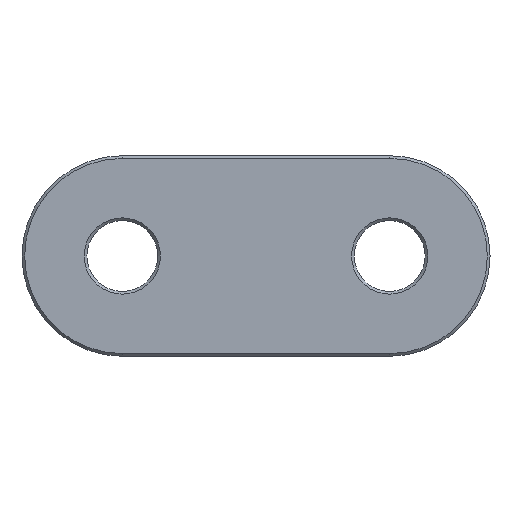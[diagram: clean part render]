
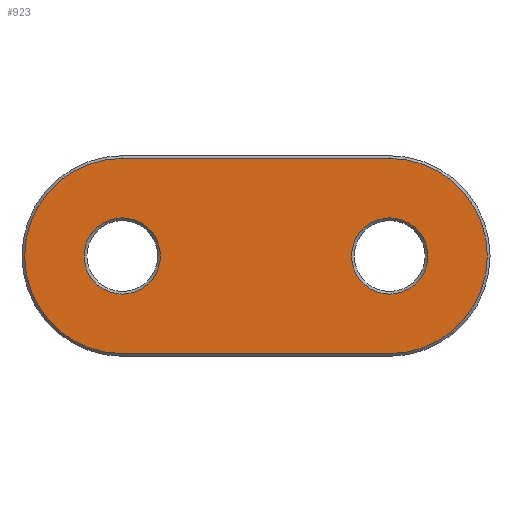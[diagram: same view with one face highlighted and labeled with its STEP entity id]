
A CAD part, front view. The second image highlights one B-rep face of the part: STEP entity #923.
In plain terms, the highlighted planar face has unit normal (0, -1, 0).
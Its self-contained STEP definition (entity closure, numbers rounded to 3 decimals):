
#19=FACE_BOUND('',#138,.T.);
#20=FACE_BOUND('',#139,.T.);
#27=PLANE('',#1003);
#75=FACE_OUTER_BOUND('',#137,.T.);
#137=EDGE_LOOP('',(#649,#650,#651,#652));
#138=EDGE_LOOP('',(#653));
#139=EDGE_LOOP('',(#654));
#207=LINE('',#1402,#307);
#208=LINE('',#1406,#308);
#307=VECTOR('',#1111,10.);
#308=VECTOR('',#1114,10.);
#406=CIRCLE('',#1000,2.85);
#408=CIRCLE('',#1004,7.3);
#409=CIRCLE('',#1005,7.3);
#410=CIRCLE('',#1006,2.85);
#438=VERTEX_POINT('',#1392);
#440=VERTEX_POINT('',#1400);
#441=VERTEX_POINT('',#1401);
#442=VERTEX_POINT('',#1403);
#443=VERTEX_POINT('',#1405);
#444=VERTEX_POINT('',#1408);
#511=EDGE_CURVE('',#438,#438,#406,.T.);
#514=EDGE_CURVE('',#440,#441,#207,.T.);
#515=EDGE_CURVE('',#442,#440,#408,.T.);
#516=EDGE_CURVE('',#443,#442,#208,.T.);
#517=EDGE_CURVE('',#441,#443,#409,.T.);
#518=EDGE_CURVE('',#444,#444,#410,.T.);
#649=ORIENTED_EDGE('',*,*,#514,.F.);
#650=ORIENTED_EDGE('',*,*,#515,.F.);
#651=ORIENTED_EDGE('',*,*,#516,.F.);
#652=ORIENTED_EDGE('',*,*,#517,.F.);
#653=ORIENTED_EDGE('',*,*,#518,.F.);
#654=ORIENTED_EDGE('',*,*,#511,.F.);
#923=ADVANCED_FACE('',(#75,#19,#20),#27,.T.);
#1000=AXIS2_PLACEMENT_3D('',#1394,#1102,#1103);
#1003=AXIS2_PLACEMENT_3D('',#1399,#1109,#1110);
#1004=AXIS2_PLACEMENT_3D('',#1404,#1112,#1113);
#1005=AXIS2_PLACEMENT_3D('',#1407,#1115,#1116);
#1006=AXIS2_PLACEMENT_3D('',#1409,#1117,#1118);
#1102=DIRECTION('center_axis',(0.,-1.,0.));
#1103=DIRECTION('ref_axis',(1.,0.,0.));
#1109=DIRECTION('center_axis',(0.,-1.,0.));
#1110=DIRECTION('ref_axis',(1.,0.,0.));
#1111=DIRECTION('',(1.,0.,0.));
#1112=DIRECTION('center_axis',(0.,1.,0.));
#1113=DIRECTION('ref_axis',(-1.,0.,0.));
#1114=DIRECTION('',(-1.,0.,0.));
#1115=DIRECTION('center_axis',(0.,1.,0.));
#1116=DIRECTION('ref_axis',(1.,0.,0.));
#1117=DIRECTION('center_axis',(0.,-1.,0.));
#1118=DIRECTION('ref_axis',(1.,0.,0.));
#1392=CARTESIAN_POINT('',(8.65,3.,7.5));
#1394=CARTESIAN_POINT('Origin',(11.5,3.,7.5));
#1399=CARTESIAN_POINT('Origin',(1.5,3.,7.5));
#1400=CARTESIAN_POINT('',(-8.5,3.,14.8));
#1401=CARTESIAN_POINT('',(11.5,3.,14.8));
#1402=CARTESIAN_POINT('',(0.75,3.,14.8));
#1403=CARTESIAN_POINT('',(-8.5,3.,0.2));
#1404=CARTESIAN_POINT('Origin',(-8.5,3.,7.5));
#1405=CARTESIAN_POINT('',(11.5,3.,0.2));
#1406=CARTESIAN_POINT('',(2.25,3.,0.2));
#1407=CARTESIAN_POINT('Origin',(11.5,3.,7.5));
#1408=CARTESIAN_POINT('',(-11.35,3.,7.5));
#1409=CARTESIAN_POINT('Origin',(-8.5,3.,7.5));
